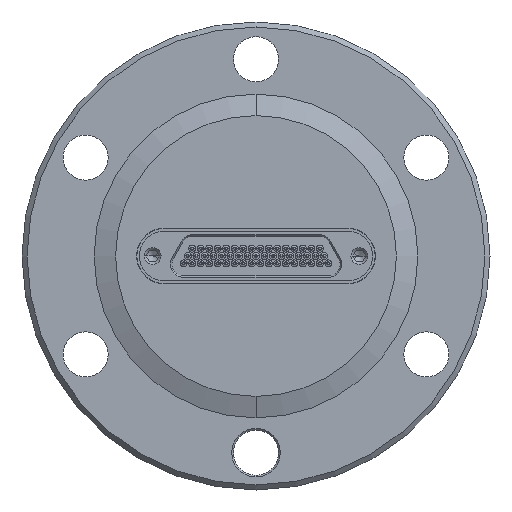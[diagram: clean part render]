
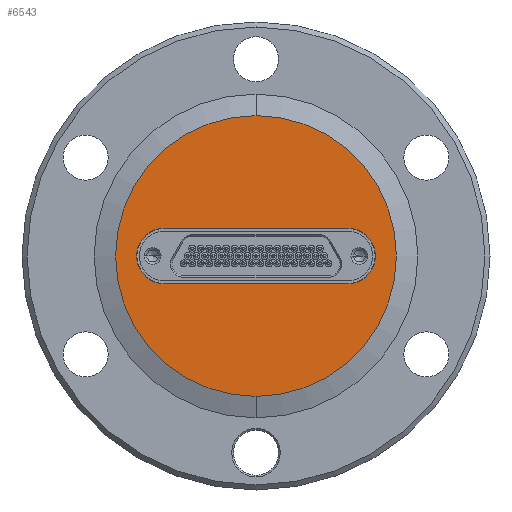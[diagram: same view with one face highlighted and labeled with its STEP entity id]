
A CAD part, front view. The second image highlights one B-rep face of the part: STEP entity #6543.
In plain terms, the highlighted planar face has unit normal (0, -1, 0).
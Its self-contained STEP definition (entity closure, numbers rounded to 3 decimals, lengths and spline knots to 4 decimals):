
#6543 = ADVANCED_FACE ( 'NONE', ( #9587, #9591 ), #8215, .T. ) ;
#8215 = PLANE ( 'NONE',  #47613 ) ;
#8220 = CARTESIAN_POINT ( 'NONE',  ( 0.825, -0.449, 0. ) ) ;
#8229 = DIRECTION ( 'NONE',  ( 0., -1., 0. ) ) ;
#8231 = DIRECTION ( 'NONE',  ( 0., 0., -1. ) ) ;
#9587 = FACE_BOUND ( 'NONE', #39808, .T. ) ;
#9591 = FACE_OUTER_BOUND ( 'NONE', #17280, .T. ) ;
#17280 = EDGE_LOOP ( 'NONE', ( #21037, #21038 ) ) ;
#20084 = CARTESIAN_POINT ( 'NONE',  ( 0., -0.449, 0. ) ) ;
#20085 = DIRECTION ( 'NONE',  ( 0., -1., 0. ) ) ;
#20086 = DIRECTION ( 'NONE',  ( 0., 0., -1. ) ) ;
#20091 = CARTESIAN_POINT ( 'NONE',  ( 0., -0.449, 0. ) ) ;
#20092 = DIRECTION ( 'NONE',  ( 0., -1., 0. ) ) ;
#20093 = DIRECTION ( 'NONE',  ( 0., 0., -1. ) ) ;
#21033 = ORIENTED_EDGE ( 'NONE', *, *, #29764, .F. ) ;
#21034 = ORIENTED_EDGE ( 'NONE', *, *, #29765, .F. ) ;
#21035 = ORIENTED_EDGE ( 'NONE', *, *, #29767, .F. ) ;
#21036 = ORIENTED_EDGE ( 'NONE', *, *, #29769, .F. ) ;
#21037 = ORIENTED_EDGE ( 'NONE', *, *, #29723, .T. ) ;
#21038 = ORIENTED_EDGE ( 'NONE', *, *, #29715, .T. ) ;
#22879 = DIRECTION ( 'NONE',  ( -1., 0., 0. ) ) ;
#22883 = CARTESIAN_POINT ( 'NONE',  ( -0.5385, -0.449, 0.163 ) ) ;
#22884 = CARTESIAN_POINT ( 'NONE',  ( -0.5385, -0.449, 0. ) ) ;
#22885 = DIRECTION ( 'NONE',  ( 0., -1., 0. ) ) ;
#22886 = DIRECTION ( 'NONE',  ( 0., 0., -1. ) ) ;
#22887 = DIRECTION ( 'NONE',  ( 1., 0., 0. ) ) ;
#22888 = CARTESIAN_POINT ( 'NONE',  ( -0.5385, -0.449, -0.163 ) ) ;
#22889 = CARTESIAN_POINT ( 'NONE',  ( 0.5385, -0.449, 0. ) ) ;
#22890 = DIRECTION ( 'NONE',  ( 0., -1., 0. ) ) ;
#22891 = DIRECTION ( 'NONE',  ( 0., 0., -1. ) ) ;
#29715 = EDGE_CURVE ( 'NONE', #47728, #47725, #50825, .T. ) ;
#29723 = EDGE_CURVE ( 'NONE', #47725, #47728, #50831, .T. ) ;
#29764 = EDGE_CURVE ( 'NONE', #47710, #47745, #50856, .T. ) ;
#29765 = EDGE_CURVE ( 'NONE', #47700, #47710, #50850, .T. ) ;
#29767 = EDGE_CURVE ( 'NONE', #47697, #47700, #50857, .T. ) ;
#29769 = EDGE_CURVE ( 'NONE', #47745, #47697, #50858, .T. ) ;
#30169 = CARTESIAN_POINT ( 'NONE',  ( 0.5385, -0.449, -0.163 ) ) ;
#30172 = CARTESIAN_POINT ( 'NONE',  ( 0.5385, -0.449, 0.163 ) ) ;
#30177 = CARTESIAN_POINT ( 'NONE',  ( -0.5385, -0.449, 0.163 ) ) ;
#30184 = CARTESIAN_POINT ( 'NONE',  ( 0., -0.449, -0.825 ) ) ;
#30188 = CARTESIAN_POINT ( 'NONE',  ( 0., -0.449, 0.825 ) ) ;
#30197 = CARTESIAN_POINT ( 'NONE',  ( -0.5385, -0.449, -0.163 ) ) ;
#39808 = EDGE_LOOP ( 'NONE', ( #21033, #21034, #21035, #21036 ) ) ;
#47613 = AXIS2_PLACEMENT_3D ( 'NONE', #8220, #8229, #8231 ) ;
#47697 = VERTEX_POINT ( 'NONE', #30169 ) ;
#47700 = VERTEX_POINT ( 'NONE', #30172 ) ;
#47710 = VERTEX_POINT ( 'NONE', #30177 ) ;
#47725 = VERTEX_POINT ( 'NONE', #30184 ) ;
#47728 = VERTEX_POINT ( 'NONE', #30188 ) ;
#47745 = VERTEX_POINT ( 'NONE', #30197 ) ;
#50825 = CIRCLE ( 'NONE', #59329, 0.825 ) ;
#50831 = CIRCLE ( 'NONE', #59331, 0.825 ) ;
#50850 = LINE ( 'NONE', #22883, #50859 ) ;
#50856 = CIRCLE ( 'NONE', #59351, 0.163 ) ;
#50857 = CIRCLE ( 'NONE', #59352, 0.163 ) ;
#50858 = LINE ( 'NONE', #22888, #50862 ) ;
#50859 = VECTOR ( 'NONE', #22879, 39.3701 ) ;
#50862 = VECTOR ( 'NONE', #22887, 39.3701 ) ;
#59329 = AXIS2_PLACEMENT_3D ( 'NONE', #20084, #20085, #20086 ) ;
#59331 = AXIS2_PLACEMENT_3D ( 'NONE', #20091, #20092, #20093 ) ;
#59351 = AXIS2_PLACEMENT_3D ( 'NONE', #22884, #22885, #22886 ) ;
#59352 = AXIS2_PLACEMENT_3D ( 'NONE', #22889, #22890, #22891 ) ;
